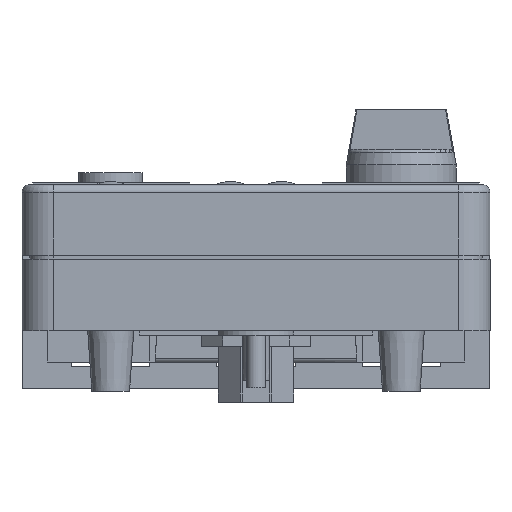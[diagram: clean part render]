
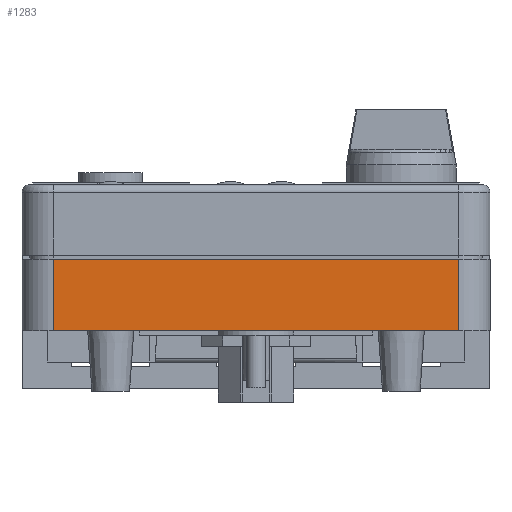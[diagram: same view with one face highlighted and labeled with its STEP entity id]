
A CAD part, front view. The second image highlights one B-rep face of the part: STEP entity #1283.
In plain terms, the highlighted planar face has unit normal (0, -1, 0).
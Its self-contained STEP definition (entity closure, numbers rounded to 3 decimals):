
#1283=ADVANCED_FACE('NONE',(#3281),#3282,.T.);
#3281=FACE_OUTER_BOUND('',#6063,.T.);
#3282=PLANE('',#6064);
#6063=EDGE_LOOP('',(#15106,#15107,#15108,#15109));
#6064=AXIS2_PLACEMENT_3D('',#15110,#15111,#15112);
#15106=ORIENTED_EDGE('',*,*,#20895,.T.);
#15107=ORIENTED_EDGE('',*,*,#21307,.T.);
#15108=ORIENTED_EDGE('',*,*,#20926,.F.);
#15109=ORIENTED_EDGE('',*,*,#21308,.T.);
#15110=CARTESIAN_POINT('',(4.,0.,1.7));
#15111=DIRECTION('',(0.0,-1.0,0.0));
#15112=DIRECTION('',(0.0,0.0,-1.0));
#20895=EDGE_CURVE('NONE',#24530,#24528,#24531,.T.);
#20926=EDGE_CURVE('NONE',#24588,#24589,#24590,.T.);
#21307=EDGE_CURVE('NONE',#24528,#24589,#25145,.T.);
#21308=EDGE_CURVE('NONE',#24588,#24530,#25146,.T.);
#24528=VERTEX_POINT('NONE',#30808);
#24530=VERTEX_POINT('NONE',#30810);
#24531=LINE('',#30811,#30812);
#24588=VERTEX_POINT('NONE',#30893);
#24589=VERTEX_POINT('NONE',#30894);
#24590=LINE('',#30895,#30896);
#25145=LINE('',#31793,#31794);
#25146=LINE('',#31795,#31796);
#30808=CARTESIAN_POINT('',(4.,0.,18.2));
#30810=CARTESIAN_POINT('',(55.6,0.,18.2));
#30811=CARTESIAN_POINT('',(59.646,0.,18.2));
#30812=VECTOR('',#39127,1000.0);
#30893=CARTESIAN_POINT('',(55.6,0.,9.1));
#30894=CARTESIAN_POINT('',(4.,0.,9.1));
#30895=CARTESIAN_POINT('',(55.6,0.,9.1));
#30896=VECTOR('',#39164,1000.0);
#31793=CARTESIAN_POINT('',(4.,0.,1.7));
#31794=VECTOR('',#39550,1000.0);
#31795=CARTESIAN_POINT('',(55.6,0.,1.7));
#31796=VECTOR('',#39551,1000.0);
#39127=DIRECTION('',(-1.0,0.,0.0));
#39164=DIRECTION('',(-1.0,0.0,0.0));
#39550=DIRECTION('',(-0.0,-0.0,-1.0));
#39551=DIRECTION('',(0.0,0.0,1.0));
